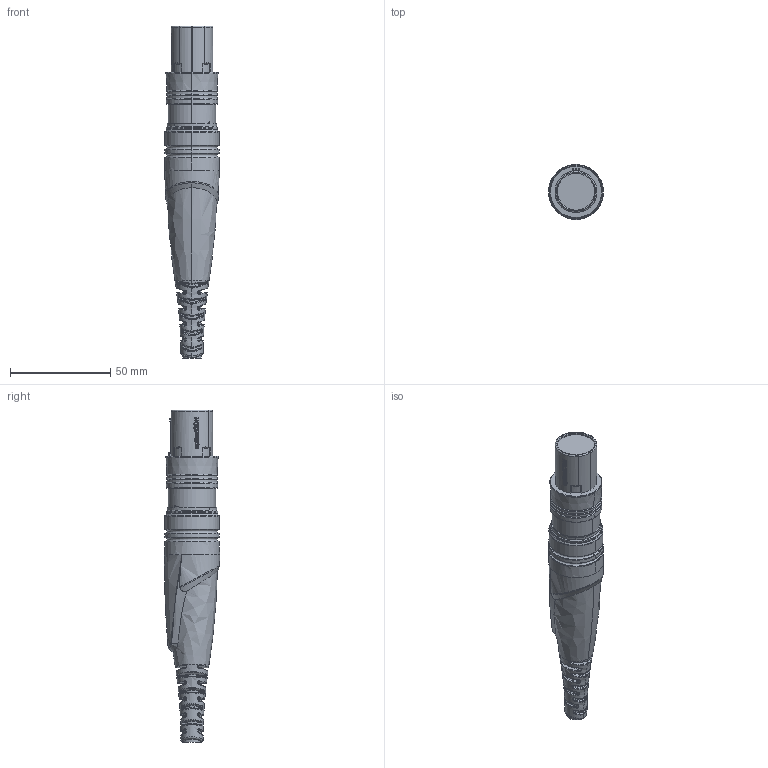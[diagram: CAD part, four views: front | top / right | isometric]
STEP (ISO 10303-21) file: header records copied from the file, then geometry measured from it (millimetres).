
FILE_DESCRIPTION((''),'2;1');
FILE_NAME('30009893','2022-08-10T16:02:01',('SYSTEM'),(''),'CREO PARAMETRIC BY PTC INC, 2021184','CREO PARAMETRIC BY PTC INC, 2021184','');
FILE_SCHEMA(('CONFIG_CONTROL_DESIGN'));
Products named in the file (1): 30009893
Bounding box: 27.43 x 27.48 x 165.55 mm (x, y, z)
Volume: 61926.7 mm3; surface area: 13084.3 mm2
Topology: 1 solids, 1 shells, 1078 faces, 2546 edges, 1509 vertices
Faces by surface type: bspline 353, plane 248, cylinder 223, extrusion 118, sphere 76, torus 32, cone 28
Entity records: 47445 total; most frequent: CARTESIAN_POINT 25881, ORIENTED_EDGE 5084, DIRECTION 3524, EDGE_CURVE 2542, VERTEX_POINT 1507, AXIS2_PLACEMENT_3D 1361, B_SPLINE_CURVE_WITH_KNOTS 1220, EDGE_LOOP 1115
